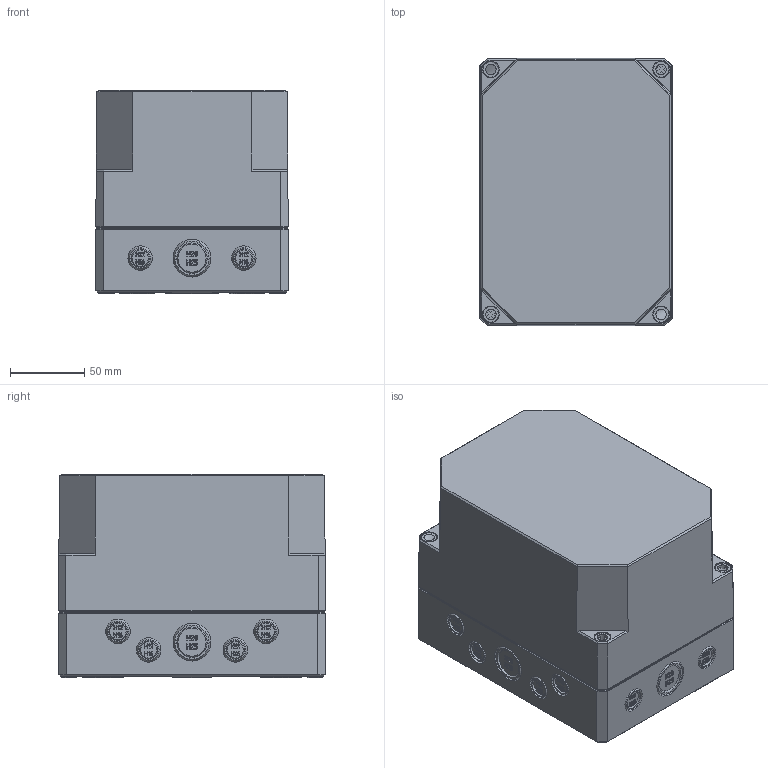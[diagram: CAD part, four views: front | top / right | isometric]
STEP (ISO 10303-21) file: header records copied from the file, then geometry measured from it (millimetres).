
FILE_DESCRIPTION(/* description */ (''),/* implementation_level */ '2;1');
FILE_NAME(/* name */ '0904108340 MBI 181314 MK.stp',/* time_stamp */ '2021-03-05T08:35:05+01:00',/* author */ ('alexander.rose'),/* organization */ (''),/* preprocessor_version */ 'ST-DEVELOPER v17.2',/* originating_system */ 'Autodesk Inventor 2019',/* authorisation */ '');
FILE_SCHEMA (('AUTOMOTIVE_DESIGN { 1 0 10303 214 3 1 1 }'));
Products named in the file (5): 0904108340 MBI 181314 MK; Dichtung_1813xx; -UT_181345 - M; 0903108371-OT_181393 Klar; Schraube _ M10 x 58 _ MBTK -
Assembly tree (7 placements, depth 2):
  0904108340 MBI 181314 MK
    Dichtung_1813xx
    -UT_181345 - M
    0903108371-OT_181393 Klar
    Schraube _ M10 x 58 _ MBTK -  x4
Bounding box: 130 x 180.49 x 137.3 mm (x, y, z)
Volume: 468546.6 mm3; surface area: 286351.3 mm2
Topology: 7 solids, 7 shells, 4277 faces, 11212 edges, 7272 vertices
Faces by surface type: plane 1816, bspline 1423, cylinder 410, torus 332, cone 272, sphere 24
Full cylindrical faces by diameter (mm): 4.5 x4, 5 x4, 5.8 x8, 6 x2, 7 x4, 8.376 x4, 10.5 x4
Entity records: 129939 total; most frequent: CARTESIAN_POINT 39295, ORIENTED_EDGE 20918, DIRECTION 14925, EDGE_CURVE 10459, VERTEX_POINT 6783, LINE 5507, VECTOR 5507, AXIS2_PLACEMENT_3D 4709
